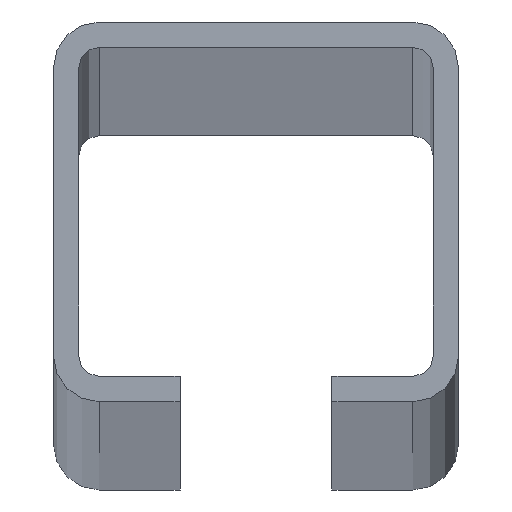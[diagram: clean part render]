
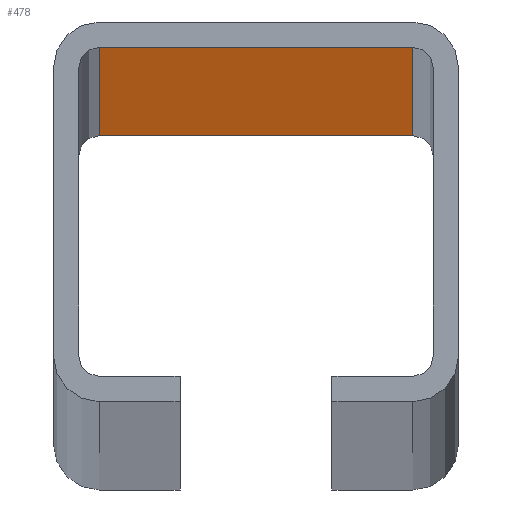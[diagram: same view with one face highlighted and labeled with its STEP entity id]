
A CAD part, top view. The second image highlights one B-rep face of the part: STEP entity #478.
In plain terms, the highlighted planar face has unit normal (0, -1, 0).
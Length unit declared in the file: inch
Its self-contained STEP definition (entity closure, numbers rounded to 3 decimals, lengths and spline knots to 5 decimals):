
#22 = EDGE_CURVE ( 'NONE', #740, #1121, #868, .T. ) ;
#55 = LINE ( 'NONE', #140, #673 ) ;
#60 = VERTEX_POINT ( 'NONE', #528 ) ;
#106 = LINE ( 'NONE', #463, #532 ) ;
#112 = DIRECTION ( 'NONE',  ( -1., 0., 0. ) ) ;
#138 = CARTESIAN_POINT ( 'NONE',  ( -0.48819, 1.10236, 78.74016 ) ) ;
#140 = CARTESIAN_POINT ( 'NONE',  ( 0.48819, 1.10236, 78.74016 ) ) ;
#215 = VECTOR ( 'NONE', #112, 39.37008 ) ;
#237 = DIRECTION ( 'NONE',  ( 0., 0., 1. ) ) ;
#272 = CARTESIAN_POINT ( 'NONE',  ( 0.48819, 1.10236, 78.74016 ) ) ;
#309 = AXIS2_PLACEMENT_3D ( 'NONE', #828, #736, #583 ) ;
#333 = EDGE_LOOP ( 'NONE', ( #937, #916, #610, #404 ) ) ;
#377 = EDGE_CURVE ( 'NONE', #60, #740, #1107, .T. ) ;
#391 = CARTESIAN_POINT ( 'NONE',  ( 0.48819, 1.10236, -78.74016 ) ) ;
#404 = ORIENTED_EDGE ( 'NONE', *, *, #635, .F. ) ;
#441 = DIRECTION ( 'NONE',  ( 1., 0., 0. ) ) ;
#463 = CARTESIAN_POINT ( 'NONE',  ( 0.48819, 1.10236, 78.74016 ) ) ;
#478 = ADVANCED_FACE ( 'NONE', ( #1099 ), #745, .F. ) ;
#528 = CARTESIAN_POINT ( 'NONE',  ( 0.48819, 1.10236, -78.74016 ) ) ;
#532 = VECTOR ( 'NONE', #441, 39.37008 ) ;
#544 = EDGE_CURVE ( 'NONE', #1121, #756, #106, .T. ) ;
#551 = VECTOR ( 'NONE', #237, 39.37008 ) ;
#580 = CARTESIAN_POINT ( 'NONE',  ( -0.48819, 1.10236, 78.74016 ) ) ;
#583 = DIRECTION ( 'NONE',  ( 0., 0., 1. ) ) ;
#610 = ORIENTED_EDGE ( 'NONE', *, *, #377, .F. ) ;
#635 = EDGE_CURVE ( 'NONE', #756, #60, #55, .T. ) ;
#640 = CARTESIAN_POINT ( 'NONE',  ( -0.48819, 1.10236, -78.74016 ) ) ;
#673 = VECTOR ( 'NONE', #760, 39.37008 ) ;
#736 = DIRECTION ( 'NONE',  ( 0., 1., 0. ) ) ;
#740 = VERTEX_POINT ( 'NONE', #640 ) ;
#745 = PLANE ( 'NONE',  #309 ) ;
#756 = VERTEX_POINT ( 'NONE', #272 ) ;
#760 = DIRECTION ( 'NONE',  ( 0., 0., -1. ) ) ;
#828 = CARTESIAN_POINT ( 'NONE',  ( 0.48819, 1.10236, 78.74016 ) ) ;
#868 = LINE ( 'NONE', #580, #551 ) ;
#916 = ORIENTED_EDGE ( 'NONE', *, *, #22, .F. ) ;
#937 = ORIENTED_EDGE ( 'NONE', *, *, #544, .F. ) ;
#1099 = FACE_OUTER_BOUND ( 'NONE', #333, .T. ) ;
#1107 = LINE ( 'NONE', #391, #215 ) ;
#1121 = VERTEX_POINT ( 'NONE', #138 ) ;
